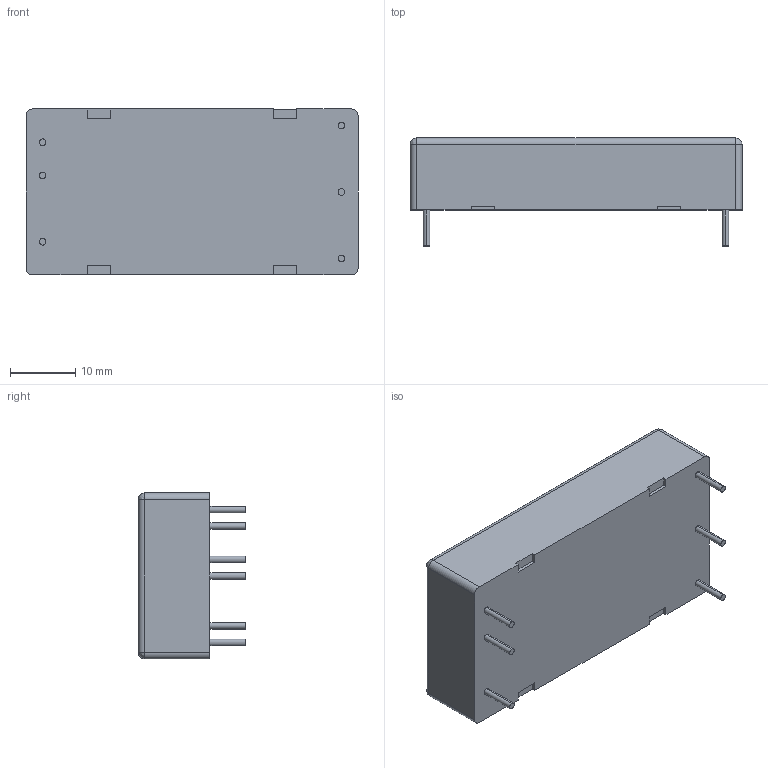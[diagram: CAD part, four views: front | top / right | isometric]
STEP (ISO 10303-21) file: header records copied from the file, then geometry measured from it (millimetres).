
FILE_DESCRIPTION (( 'STEP AP214' ), '1' );
FILE_NAME ('ten50_3d_drawing-repositioned.STEP', '2025-03-21T14:57:49', ( '' ), ( '' ), 'SwSTEP 2.0', 'SolidWorks 2021', '' );
FILE_SCHEMA (( 'AUTOMOTIVE_DESIGN' ));
Length unit declared in the file: millimetre
Products named in the file (1): ten50_3d_drawing-repositioned
Bounding box: 50.8 x 16.5 x 25.4 mm (x, y, z)
Volume: 14167.9 mm3; surface area: 4280.6 mm2
Topology: 1 solids, 1 shells, 52 faces, 124 edges, 76 vertices
Faces by surface type: plane 28, cylinder 20, bspline 4
Entity records: 1546 total; most frequent: CARTESIAN_POINT 309, DIRECTION 258, ORIENTED_EDGE 240, EDGE_CURVE 120, AXIS2_PLACEMENT_3D 89, VECTOR 80, LINE 80, VERTEX_POINT 76
